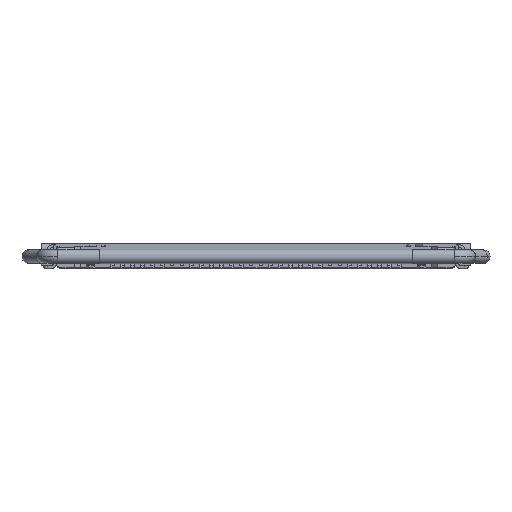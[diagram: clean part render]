
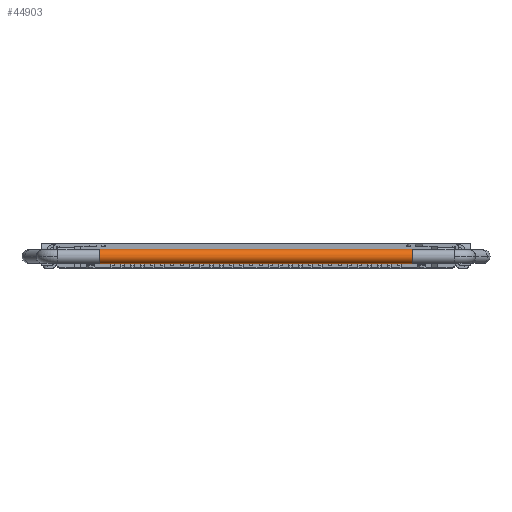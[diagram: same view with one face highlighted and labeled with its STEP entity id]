
A CAD part, front view. The second image highlights one B-rep face of the part: STEP entity #44903.
In plain terms, the highlighted cylindrical face has radius 0.295 mm (diameter 0.59 mm), a partial arc.
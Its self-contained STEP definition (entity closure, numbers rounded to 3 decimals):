
#10925=CARTESIAN_POINT('',(6.325,-5.226,-0.526));
#10926=DIRECTION('',(1.,0.,0.));
#10927=DIRECTION('',(0.,0.,1.));
#10928=AXIS2_PLACEMENT_3D('',#10925,#10926,#10927);
#10940=DIRECTION('',(1.,0.,0.));
#10941=VECTOR('',#10940,12.65);
#10942=CARTESIAN_POINT('',(-6.325,-5.226,-0.231));
#10943=LINE('',#10942,#10941);
#10944=DIRECTION('',(1.,0.,0.));
#10945=VECTOR('',#10944,12.65);
#10946=CARTESIAN_POINT('',(-6.325,-5.226,-0.821));
#10947=LINE('',#10946,#10945);
#10948=CARTESIAN_POINT('',(-6.325,-5.226,-0.526));
#10949=DIRECTION('',(-1.,0.,0.));
#10950=DIRECTION('',(0.,0.,-1.));
#10951=AXIS2_PLACEMENT_3D('',#10948,#10949,#10950);
#28901=CARTESIAN_POINT('',(6.325,-5.226,-0.821));
#28902=CARTESIAN_POINT('',(6.325,-5.226,-0.231));
#28903=VERTEX_POINT('',#28901);
#28904=VERTEX_POINT('',#28902);
#28905=CARTESIAN_POINT('',(-6.325,-5.226,-0.821));
#28906=VERTEX_POINT('',#28905);
#28907=CARTESIAN_POINT('',(-6.325,-5.226,-0.231));
#28908=VERTEX_POINT('',#28907);
#44891=CARTESIAN_POINT('',(6.325,-5.226,-0.526));
#44892=DIRECTION('',(-1.,0.,0.));
#44893=DIRECTION('',(0.,0.,1.));
#44894=AXIS2_PLACEMENT_3D('',#44891,#44892,#44893);
#44895=CYLINDRICAL_SURFACE('',#44894,0.295);
#44896=ORIENTED_EDGE('',*,*,#44886,.F.);
#44898=ORIENTED_EDGE('',*,*,#44897,.T.);
#44899=ORIENTED_EDGE('',*,*,#44882,.T.);
#44900=ORIENTED_EDGE('',*,*,#44867,.T.);
#44901=EDGE_LOOP('',(#44896,#44898,#44899,#44900));
#44902=FACE_OUTER_BOUND('',#44901,.F.);
#44903=ADVANCED_FACE('',(#44902),#44895,.T.);
#10929=CIRCLE('',#10928,0.295);
#10952=CIRCLE('',#10951,0.295);
#44867=EDGE_CURVE('',#28904,#28903,#10929,.T.);
#44882=EDGE_CURVE('',#28908,#28904,#10943,.T.);
#44886=EDGE_CURVE('',#28906,#28903,#10947,.T.);
#44897=EDGE_CURVE('',#28906,#28908,#10952,.T.);
